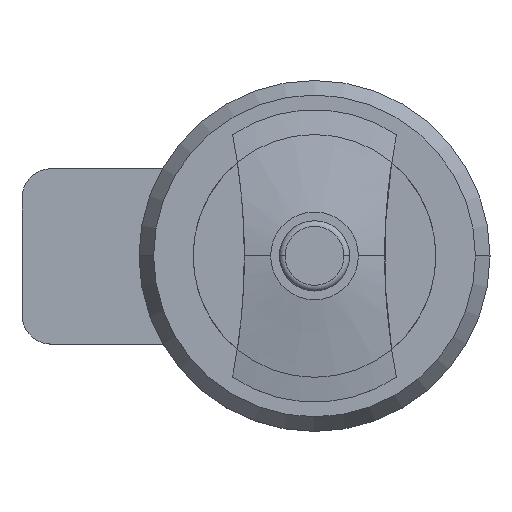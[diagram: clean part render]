
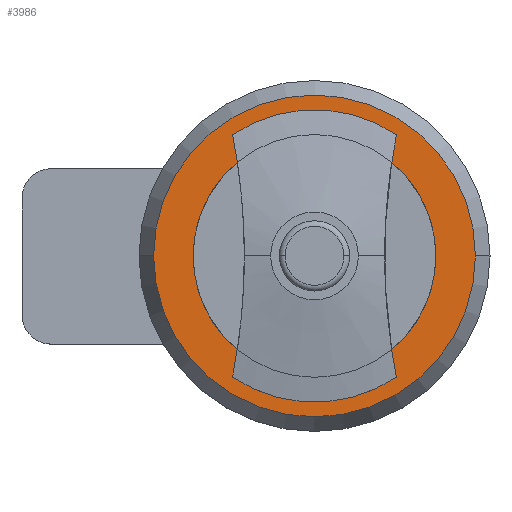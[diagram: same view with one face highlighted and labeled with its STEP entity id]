
A CAD part, top view. The second image highlights one B-rep face of the part: STEP entity #3986.
In plain terms, the highlighted planar face has unit normal (0, 0, 1).
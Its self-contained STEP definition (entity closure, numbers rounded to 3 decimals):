
#24 = EDGE_CURVE ( 'NONE', #4368, #4369, #5479, .T. ) ;
#28 = EDGE_CURVE ( 'NONE', #4373, #4372, #63, .T. ) ;
#37 = CARTESIAN_POINT ( 'NONE',  ( 0., 0., -4.25 ) ) ;
#38 = DIRECTION ( 'NONE',  ( 0., 0., -1. ) ) ;
#39 = DIRECTION ( 'NONE',  ( 1., 0., 0. ) ) ;
#63 = CIRCLE ( 'NONE', #64, 20.75 ) ;
#64 = AXIS2_PLACEMENT_3D ( 'NONE', #37, #38, #39 ) ;
#424 = CIRCLE ( 'NONE', #442, 27.5 ) ;
#442 = AXIS2_PLACEMENT_3D ( 'NONE', #455, #456, #457 ) ;
#455 = CARTESIAN_POINT ( 'NONE',  ( 0., 0., -4.25 ) ) ;
#456 = DIRECTION ( 'NONE',  ( 0., 0., 1. ) ) ;
#457 = DIRECTION ( 'NONE',  ( 1., 0., 0. ) ) ;
#530 = CARTESIAN_POINT ( 'NONE',  ( -14., -20.712, -4.25 ) ) ;
#531 = CARTESIAN_POINT ( 'NONE',  ( 14., -20.712, -4.25 ) ) ;
#532 = CARTESIAN_POINT ( 'NONE',  ( 14., 20.712, -4.25 ) ) ;
#533 = CARTESIAN_POINT ( 'NONE',  ( 13.192, 16.017, -4.25 ) ) ;
#651 = AXIS2_PLACEMENT_3D ( 'NONE', #788, #789, #790 ) ;
#706 = CARTESIAN_POINT ( 'NONE',  ( 27.5, 0., -4.25 ) ) ;
#707 = CARTESIAN_POINT ( 'NONE',  ( -27.5, 0., -4.25 ) ) ;
#787 = PLANE ( 'NONE',  #651 ) ;
#788 = CARTESIAN_POINT ( 'NONE',  ( 0., 0., -4.25 ) ) ;
#789 = DIRECTION ( 'NONE',  ( 0., 0., 1. ) ) ;
#790 = DIRECTION ( 'NONE',  ( 1., 0., 0. ) ) ;
#1891 = CARTESIAN_POINT ( 'NONE',  ( 0., 0., -4.25 ) ) ;
#1892 = DIRECTION ( 'NONE',  ( 0., 0., 1. ) ) ;
#1893 = DIRECTION ( 'NONE',  ( 1., 0., 0. ) ) ;
#1900 = CARTESIAN_POINT ( 'NONE',  ( 13.192, -16.017, -4.25 ) ) ;
#1901 = CARTESIAN_POINT ( 'NONE',  ( 20.75, 0., -4.25 ) ) ;
#1932 = CARTESIAN_POINT ( 'NONE',  ( -14., 20.712, -4.25 ) ) ;
#1933 = CARTESIAN_POINT ( 'NONE',  ( -13.192, 16.017, -4.25 ) ) ;
#1936 = CARTESIAN_POINT ( 'NONE',  ( -20.75, 0., -4.25 ) ) ;
#1937 = CARTESIAN_POINT ( 'NONE',  ( -13.192, -16.017, -4.25 ) ) ;
#2002 = CIRCLE ( 'NONE', #2005, 27.5 ) ;
#2005 = AXIS2_PLACEMENT_3D ( 'NONE', #1891, #1892, #1893 ) ;
#2667 = CARTESIAN_POINT ( 'NONE',  ( 0., 0., -4.25 ) ) ;
#2668 = DIRECTION ( 'NONE',  ( 0., 0., 1. ) ) ;
#2669 = DIRECTION ( 'NONE',  ( 1., 0., 0. ) ) ;
#2675 = CARTESIAN_POINT ( 'NONE',  ( 0., 0., -4.25 ) ) ;
#2676 = DIRECTION ( 'NONE',  ( 0., 0., 1. ) ) ;
#2677 = DIRECTION ( 'NONE',  ( 1., 0., 0. ) ) ;
#2678 = CARTESIAN_POINT ( 'NONE',  ( 0., 0., -4.25 ) ) ;
#2679 = DIRECTION ( 'NONE',  ( 0., 0., -1. ) ) ;
#2680 = DIRECTION ( 'NONE',  ( 1., 0., 0. ) ) ;
#2681 = CARTESIAN_POINT ( 'NONE',  ( 120.25, 0., -4.25 ) ) ;
#2682 = DIRECTION ( 'NONE',  ( 0., 0., -1. ) ) ;
#2683 = DIRECTION ( 'NONE',  ( 1., 0., 0. ) ) ;
#2684 = CARTESIAN_POINT ( 'NONE',  ( 0., 0., -4.25 ) ) ;
#2685 = DIRECTION ( 'NONE',  ( 0., 0., -1. ) ) ;
#2686 = DIRECTION ( 'NONE',  ( 1., 0., 0. ) ) ;
#2713 = CIRCLE ( 'NONE', #2730, 108.25 ) ;
#2717 = CIRCLE ( 'NONE', #2728, 20.75 ) ;
#2720 = CIRCLE ( 'NONE', #2721, 25. ) ;
#2721 = AXIS2_PLACEMENT_3D ( 'NONE', #2667, #2668, #2669 ) ;
#2722 = CIRCLE ( 'NONE', #2726, 25. ) ;
#2725 = CIRCLE ( 'NONE', #2732, 20.75 ) ;
#2726 = AXIS2_PLACEMENT_3D ( 'NONE', #2675, #2676, #2677 ) ;
#2727 = CIRCLE ( 'NONE', #2734, 108.25 ) ;
#2728 = AXIS2_PLACEMENT_3D ( 'NONE', #2678, #2679, #2680 ) ;
#2729 = CIRCLE ( 'NONE', #2864, 108.25 ) ;
#2730 = AXIS2_PLACEMENT_3D ( 'NONE', #2681, #2682, #2683 ) ;
#2732 = AXIS2_PLACEMENT_3D ( 'NONE', #2684, #2685, #2686 ) ;
#2734 = AXIS2_PLACEMENT_3D ( 'NONE', #2735, #2736, #2737 ) ;
#2735 = CARTESIAN_POINT ( 'NONE',  ( 120.25, 0., -4.25 ) ) ;
#2736 = DIRECTION ( 'NONE',  ( 0., 0., -1. ) ) ;
#2737 = DIRECTION ( 'NONE',  ( 1., 0., 0. ) ) ;
#2738 = CARTESIAN_POINT ( 'NONE',  ( -120.25, 0., -4.25 ) ) ;
#2739 = DIRECTION ( 'NONE',  ( 0., 0., -1. ) ) ;
#2740 = DIRECTION ( 'NONE',  ( -1., 0., 0. ) ) ;
#2864 = AXIS2_PLACEMENT_3D ( 'NONE', #2738, #2739, #2740 ) ;
#3612 = CARTESIAN_POINT ( 'NONE',  ( -120.25, 0., -4.25 ) ) ;
#3613 = DIRECTION ( 'NONE',  ( 0., 0., -1. ) ) ;
#3614 = DIRECTION ( 'NONE',  ( -1., 0., 0. ) ) ;
#3679 = EDGE_CURVE ( 'NONE', #4337, #4336, #5499, .T. ) ;
#3759 = EDGE_CURVE ( 'NONE', #3931, #3930, #424, .T. ) ;
#3830 = VERTEX_POINT ( 'NONE', #530 ) ;
#3831 = VERTEX_POINT ( 'NONE', #531 ) ;
#3832 = VERTEX_POINT ( 'NONE', #532 ) ;
#3833 = VERTEX_POINT ( 'NONE', #533 ) ;
#3930 = VERTEX_POINT ( 'NONE', #706 ) ;
#3931 = VERTEX_POINT ( 'NONE', #707 ) ;
#3986 = ADVANCED_FACE ( 'NONE', ( #5424, #5425 ), #787, .T. ) ;
#4330 = EDGE_CURVE ( 'NONE', #3930, #3931, #2002, .T. ) ;
#4336 = VERTEX_POINT ( 'NONE', #1900 ) ;
#4337 = VERTEX_POINT ( 'NONE', #1901 ) ;
#4368 = VERTEX_POINT ( 'NONE', #1932 ) ;
#4369 = VERTEX_POINT ( 'NONE', #1933 ) ;
#4372 = VERTEX_POINT ( 'NONE', #1936 ) ;
#4373 = VERTEX_POINT ( 'NONE', #1937 ) ;
#4561 = EDGE_LOOP ( 'NONE', ( #5096, #5097 ) ) ;
#4562 = EDGE_LOOP ( 'NONE', ( #5098, #5099, #5095, #5101, #5100, #5103, #5102, #5104, #5105, #5106 ) ) ;
#5011 = EDGE_CURVE ( 'NONE', #3830, #3831, #2720, .T. ) ;
#5095 = ORIENTED_EDGE ( 'NONE', *, *, #24, .F. ) ;
#5096 = ORIENTED_EDGE ( 'NONE', *, *, #3759, .T. ) ;
#5097 = ORIENTED_EDGE ( 'NONE', *, *, #4330, .T. ) ;
#5098 = ORIENTED_EDGE ( 'NONE', *, *, #28, .T. ) ;
#5099 = ORIENTED_EDGE ( 'NONE', *, *, #5232, .T. ) ;
#5100 = ORIENTED_EDGE ( 'NONE', *, *, #5233, .F. ) ;
#5101 = ORIENTED_EDGE ( 'NONE', *, *, #5231, .F. ) ;
#5102 = ORIENTED_EDGE ( 'NONE', *, *, #3679, .T. ) ;
#5103 = ORIENTED_EDGE ( 'NONE', *, *, #5234, .T. ) ;
#5104 = ORIENTED_EDGE ( 'NONE', *, *, #5235, .F. ) ;
#5105 = ORIENTED_EDGE ( 'NONE', *, *, #5011, .F. ) ;
#5106 = ORIENTED_EDGE ( 'NONE', *, *, #5236, .F. ) ;
#5231 = EDGE_CURVE ( 'NONE', #3832, #4368, #2722, .T. ) ;
#5232 = EDGE_CURVE ( 'NONE', #4372, #4369, #2717, .T. ) ;
#5233 = EDGE_CURVE ( 'NONE', #3833, #3832, #2713, .T. ) ;
#5234 = EDGE_CURVE ( 'NONE', #3833, #4337, #2725, .T. ) ;
#5235 = EDGE_CURVE ( 'NONE', #3831, #4336, #2727, .T. ) ;
#5236 = EDGE_CURVE ( 'NONE', #4373, #3830, #2729, .T. ) ;
#5424 = FACE_OUTER_BOUND ( 'NONE', #4561, .T. ) ;
#5425 = FACE_BOUND ( 'NONE', #4562, .T. ) ;
#5479 = CIRCLE ( 'NONE', #5485, 108.25 ) ;
#5485 = AXIS2_PLACEMENT_3D ( 'NONE', #3612, #3613, #3614 ) ;
#5499 = CIRCLE ( 'NONE', #5500, 20.75 ) ;
#5500 = AXIS2_PLACEMENT_3D ( 'NONE', #5513, #5514, #5515 ) ;
#5513 = CARTESIAN_POINT ( 'NONE',  ( 0., 0., -4.25 ) ) ;
#5514 = DIRECTION ( 'NONE',  ( 0., 0., -1. ) ) ;
#5515 = DIRECTION ( 'NONE',  ( 1., 0., 0. ) ) ;
